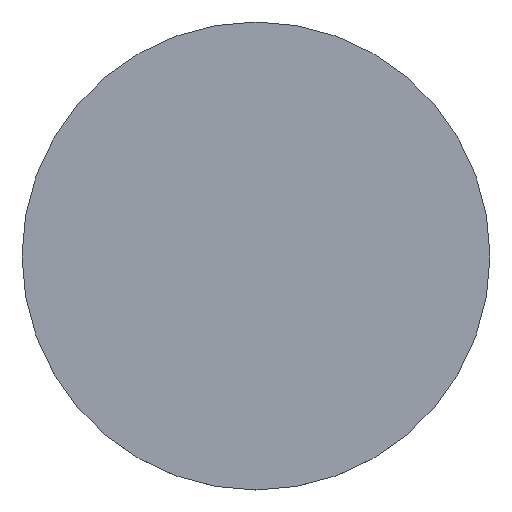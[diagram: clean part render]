
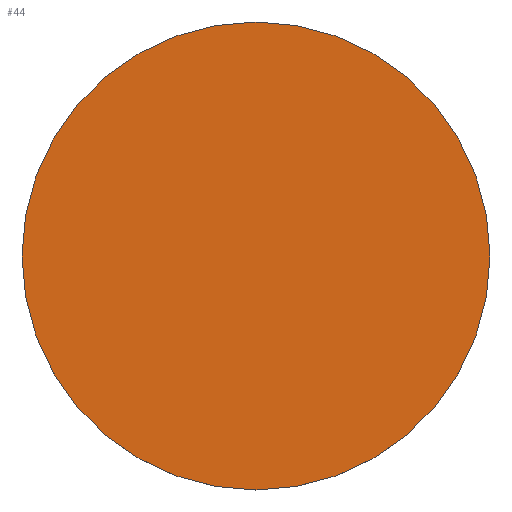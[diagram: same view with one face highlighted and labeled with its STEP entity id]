
A CAD part, top view. The second image highlights one B-rep face of the part: STEP entity #44.
In plain terms, the highlighted planar face has unit normal (0, 0, 1).
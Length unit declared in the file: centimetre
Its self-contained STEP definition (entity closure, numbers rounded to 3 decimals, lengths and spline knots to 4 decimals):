
#23=FACE_OUTER_BOUND('',#26,.T.);
#26=EDGE_LOOP('',(#36));
#29=CIRCLE('',#51,34.);
#31=VERTEX_POINT('',#76);
#33=EDGE_CURVE('',#31,#31,#29,.T.);
#36=ORIENTED_EDGE('',*,*,#33,.T.);
#42=PLANE('',#50);
#44=ADVANCED_FACE('',(#23),#42,.T.);
#50=AXIS2_PLACEMENT_3D('',#75,#60,#61);
#51=AXIS2_PLACEMENT_3D('',#77,#62,#63);
#60=DIRECTION('center_axis',(0.,0.,1.));
#61=DIRECTION('ref_axis',(1.,0.,0.));
#62=DIRECTION('center_axis',(0.,0.,1.));
#63=DIRECTION('ref_axis',(1.,0.,0.));
#75=CARTESIAN_POINT('Origin',(322.7975,0.,41.9765));
#76=CARTESIAN_POINT('',(383.2975,0.,41.9765));
#77=CARTESIAN_POINT('Origin',(349.2975,0.,41.9765));
